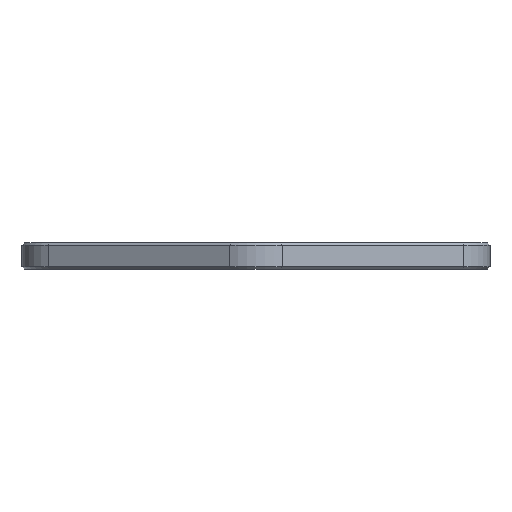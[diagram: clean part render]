
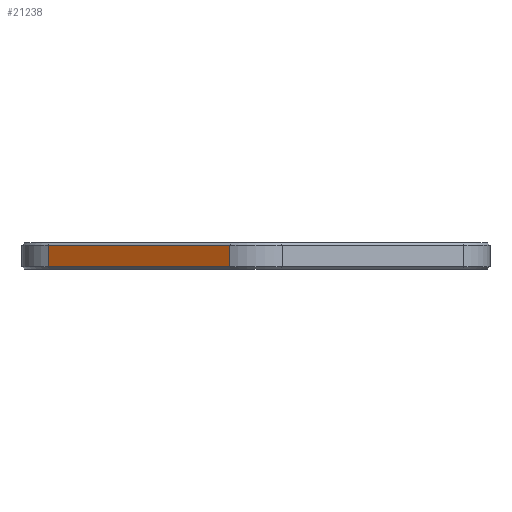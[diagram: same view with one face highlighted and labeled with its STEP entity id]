
A CAD part, left-side view. The second image highlights one B-rep face of the part: STEP entity #21238.
In plain terms, the highlighted planar face has unit normal (-0.866, 0.5, 0).
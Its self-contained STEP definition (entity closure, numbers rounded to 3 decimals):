
#18617 = PLANE('',#18618);
#18618 = AXIS2_PLACEMENT_3D('',#18619,#18620,#18621);
#18619 = CARTESIAN_POINT('',(-17.783,24.701,2.975));
#18620 = DIRECTION('',(0.612,-0.354,-0.707));
#18621 = DIRECTION('',(0.5,0.866,0.));
#19625 = VERTEX_POINT('',#19626);
#19626 = CARTESIAN_POINT('',(-17.913,24.776,2.825));
#19641 = CYLINDRICAL_SURFACE('',#19642,6.25);
#19642 = AXIS2_PLACEMENT_3D('',#19643,#19644,#19645);
#19643 = CARTESIAN_POINT('',(-12.5,21.651,0.));
#19644 = DIRECTION('',(-0.,0.,-1.));
#19645 = DIRECTION('',(0.866,-0.5,0.));
#19679 = EDGE_CURVE('',#19625,#19680,#19682,.T.);
#19680 = VERTEX_POINT('',#19681);
#19681 = CARTESIAN_POINT('',(-30.413,3.125,2.825));
#19682 = SURFACE_CURVE('',#19683,(#19687,#19694),.PCURVE_S1.);
#19683 = LINE('',#19684,#19685);
#19684 = CARTESIAN_POINT('',(-17.913,24.776,2.825));
#19685 = VECTOR('',#19686,1.);
#19686 = DIRECTION('',(-0.5,-0.866,0.));
#19687 = PCURVE('',#18617,#19688);
#19688 = DEFINITIONAL_REPRESENTATION('',(#19689),#19693);
#19689 = LINE('',#19690,#19691);
#19690 = CARTESIAN_POINT('',(0.,-0.212));
#19691 = VECTOR('',#19692,1.);
#19692 = DIRECTION('',(-1.,0.));
#19693 = ( GEOMETRIC_REPRESENTATION_CONTEXT(2) 
PARAMETRIC_REPRESENTATION_CONTEXT() REPRESENTATION_CONTEXT('2D SPACE',''
  ) );
#19694 = PCURVE('',#19695,#19700);
#19695 = PLANE('',#19696);
#19696 = AXIS2_PLACEMENT_3D('',#19697,#19698,#19699);
#19697 = CARTESIAN_POINT('',(-17.913,24.776,0.));
#19698 = DIRECTION('',(0.866,-0.5,0.));
#19699 = DIRECTION('',(-0.5,-0.866,0.));
#19700 = DEFINITIONAL_REPRESENTATION('',(#19701),#19705);
#19701 = LINE('',#19702,#19703);
#19702 = CARTESIAN_POINT('',(0.,-2.825));
#19703 = VECTOR('',#19704,1.);
#19704 = DIRECTION('',(1.,0.));
#19705 = ( GEOMETRIC_REPRESENTATION_CONTEXT(2) 
PARAMETRIC_REPRESENTATION_CONTEXT() REPRESENTATION_CONTEXT('2D SPACE',''
  ) );
#19750 = CYLINDRICAL_SURFACE('',#19751,6.25);
#19751 = AXIS2_PLACEMENT_3D('',#19752,#19753,#19754);
#19752 = CARTESIAN_POINT('',(-25.,0.,0.));
#19753 = DIRECTION('',(-0.,0.,-1.));
#19754 = DIRECTION('',(0.866,-0.5,0.));
#21188 = VERTEX_POINT('',#21189);
#21189 = CARTESIAN_POINT('',(-17.913,24.776,0.3));
#21216 = EDGE_CURVE('',#21188,#19625,#21217,.T.);
#21217 = SURFACE_CURVE('',#21218,(#21222,#21229),.PCURVE_S1.);
#21218 = LINE('',#21219,#21220);
#21219 = CARTESIAN_POINT('',(-17.913,24.776,0.));
#21220 = VECTOR('',#21221,1.);
#21221 = DIRECTION('',(0.,0.,1.));
#21222 = PCURVE('',#19641,#21223);
#21223 = DEFINITIONAL_REPRESENTATION('',(#21224),#21228);
#21224 = LINE('',#21225,#21226);
#21225 = CARTESIAN_POINT('',(3.142,0.));
#21226 = VECTOR('',#21227,1.);
#21227 = DIRECTION('',(-0.,-1.));
#21228 = ( GEOMETRIC_REPRESENTATION_CONTEXT(2) 
PARAMETRIC_REPRESENTATION_CONTEXT() REPRESENTATION_CONTEXT('2D SPACE',''
  ) );
#21229 = PCURVE('',#19695,#21230);
#21230 = DEFINITIONAL_REPRESENTATION('',(#21231),#21235);
#21231 = LINE('',#21232,#21233);
#21232 = CARTESIAN_POINT('',(0.,0.));
#21233 = VECTOR('',#21234,1.);
#21234 = DIRECTION('',(0.,-1.));
#21235 = ( GEOMETRIC_REPRESENTATION_CONTEXT(2) 
PARAMETRIC_REPRESENTATION_CONTEXT() REPRESENTATION_CONTEXT('2D SPACE',''
  ) );
#21238 = ADVANCED_FACE('',(#21239),#19695,.F.);
#21239 = FACE_BOUND('',#21240,.F.);
#21240 = EDGE_LOOP('',(#21241,#21242,#21243,#21266));
#21241 = ORIENTED_EDGE('',*,*,#21216,.T.);
#21242 = ORIENTED_EDGE('',*,*,#19679,.T.);
#21243 = ORIENTED_EDGE('',*,*,#21244,.F.);
#21244 = EDGE_CURVE('',#21245,#19680,#21247,.T.);
#21245 = VERTEX_POINT('',#21246);
#21246 = CARTESIAN_POINT('',(-30.413,3.125,0.3));
#21247 = SURFACE_CURVE('',#21248,(#21252,#21259),.PCURVE_S1.);
#21248 = LINE('',#21249,#21250);
#21249 = CARTESIAN_POINT('',(-30.413,3.125,0.));
#21250 = VECTOR('',#21251,1.);
#21251 = DIRECTION('',(0.,0.,1.));
#21252 = PCURVE('',#19695,#21253);
#21253 = DEFINITIONAL_REPRESENTATION('',(#21254),#21258);
#21254 = LINE('',#21255,#21256);
#21255 = CARTESIAN_POINT('',(25.,0.));
#21256 = VECTOR('',#21257,1.);
#21257 = DIRECTION('',(0.,-1.));
#21258 = ( GEOMETRIC_REPRESENTATION_CONTEXT(2) 
PARAMETRIC_REPRESENTATION_CONTEXT() REPRESENTATION_CONTEXT('2D SPACE',''
  ) );
#21259 = PCURVE('',#19750,#21260);
#21260 = DEFINITIONAL_REPRESENTATION('',(#21261),#21265);
#21261 = LINE('',#21262,#21263);
#21262 = CARTESIAN_POINT('',(3.142,0.));
#21263 = VECTOR('',#21264,1.);
#21264 = DIRECTION('',(-0.,-1.));
#21265 = ( GEOMETRIC_REPRESENTATION_CONTEXT(2) 
PARAMETRIC_REPRESENTATION_CONTEXT() REPRESENTATION_CONTEXT('2D SPACE',''
  ) );
#21266 = ORIENTED_EDGE('',*,*,#21267,.F.);
#21267 = EDGE_CURVE('',#21188,#21245,#21268,.T.);
#21268 = SURFACE_CURVE('',#21269,(#21273,#21280),.PCURVE_S1.);
#21269 = LINE('',#21270,#21271);
#21270 = CARTESIAN_POINT('',(-17.913,24.776,0.3));
#21271 = VECTOR('',#21272,1.);
#21272 = DIRECTION('',(-0.5,-0.866,0.));
#21273 = PCURVE('',#19695,#21274);
#21274 = DEFINITIONAL_REPRESENTATION('',(#21275),#21279);
#21275 = LINE('',#21276,#21277);
#21276 = CARTESIAN_POINT('',(0.,-0.3));
#21277 = VECTOR('',#21278,1.);
#21278 = DIRECTION('',(1.,0.));
#21279 = ( GEOMETRIC_REPRESENTATION_CONTEXT(2) 
PARAMETRIC_REPRESENTATION_CONTEXT() REPRESENTATION_CONTEXT('2D SPACE',''
  ) );
#21280 = PCURVE('',#21281,#21286);
#21281 = PLANE('',#21282);
#21282 = AXIS2_PLACEMENT_3D('',#21283,#21284,#21285);
#21283 = CARTESIAN_POINT('',(-17.783,24.701,0.15));
#21284 = DIRECTION('',(-0.612,0.354,-0.707));
#21285 = DIRECTION('',(0.5,0.866,0.));
#21286 = DEFINITIONAL_REPRESENTATION('',(#21287),#21291);
#21287 = LINE('',#21288,#21289);
#21288 = CARTESIAN_POINT('',(0.,-0.212));
#21289 = VECTOR('',#21290,1.);
#21290 = DIRECTION('',(-1.,0.));
#21291 = ( GEOMETRIC_REPRESENTATION_CONTEXT(2) 
PARAMETRIC_REPRESENTATION_CONTEXT() REPRESENTATION_CONTEXT('2D SPACE',''
  ) );
